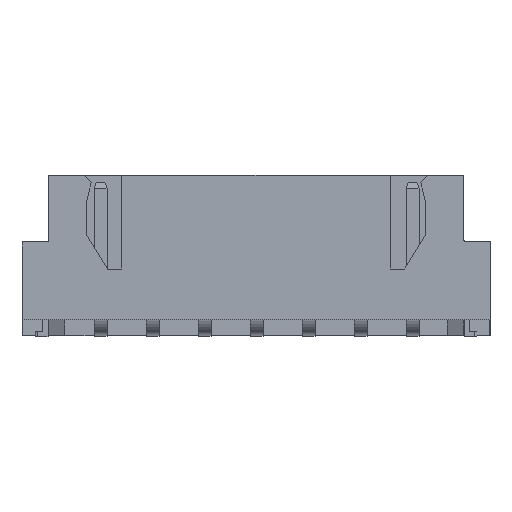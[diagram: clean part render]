
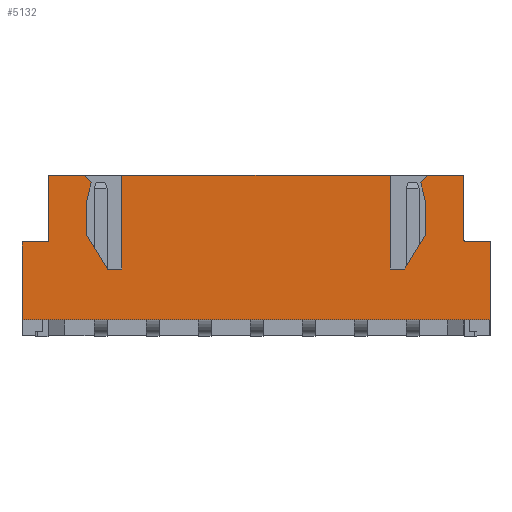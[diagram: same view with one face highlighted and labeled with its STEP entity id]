
A CAD part, front view. The second image highlights one B-rep face of the part: STEP entity #5132.
In plain terms, the highlighted planar face has unit normal (0, -1, 0).
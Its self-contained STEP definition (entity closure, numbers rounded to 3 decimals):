
#156=FACE_OUTER_BOUND('',#436,.T.);
#436=EDGE_LOOP('',(#3507,#3508,#3509,#3510,#3511,#3512,#3513,#3514,#3515,
#3516,#3517,#3518,#3519,#3520,#3521,#3522,#3523,#3524,#3525,#3526,#3527,
#3528));
#703=LINE('',#7117,#1403);
#707=LINE('',#7125,#1407);
#710=LINE('',#7131,#1410);
#713=LINE('',#7137,#1413);
#716=LINE('',#7143,#1416);
#719=LINE('',#7149,#1419);
#722=LINE('',#7156,#1422);
#726=LINE('',#7164,#1426);
#729=LINE('',#7170,#1429);
#732=LINE('',#7176,#1432);
#735=LINE('',#7182,#1435);
#738=LINE('',#7188,#1438);
#751=LINE('',#7213,#1451);
#753=LINE('',#7216,#1453);
#772=LINE('',#7255,#1472);
#795=LINE('',#7301,#1495);
#797=LINE('',#7304,#1497);
#809=LINE('',#7328,#1509);
#812=LINE('',#7334,#1512);
#813=LINE('',#7335,#1513);
#814=LINE('',#7337,#1514);
#815=LINE('',#7338,#1515);
#1403=VECTOR('',#5748,10.);
#1407=VECTOR('',#5754,10.);
#1410=VECTOR('',#5759,10.);
#1413=VECTOR('',#5764,10.);
#1416=VECTOR('',#5769,10.);
#1419=VECTOR('',#5774,10.);
#1422=VECTOR('',#5779,10.);
#1426=VECTOR('',#5785,10.);
#1429=VECTOR('',#5790,10.);
#1432=VECTOR('',#5795,10.);
#1435=VECTOR('',#5800,10.);
#1438=VECTOR('',#5805,10.);
#1451=VECTOR('',#5822,10.);
#1453=VECTOR('',#5826,10.);
#1472=VECTOR('',#5859,10.);
#1495=VECTOR('',#5884,10.);
#1497=VECTOR('',#5888,10.);
#1509=VECTOR('',#5906,10.);
#1512=VECTOR('',#5911,10.);
#1513=VECTOR('',#5912,10.);
#1514=VECTOR('',#5913,10.);
#1515=VECTOR('',#5914,10.);
#2103=VERTEX_POINT('',#7115);
#2104=VERTEX_POINT('',#7116);
#2107=VERTEX_POINT('',#7124);
#2109=VERTEX_POINT('',#7130);
#2111=VERTEX_POINT('',#7136);
#2113=VERTEX_POINT('',#7142);
#2115=VERTEX_POINT('',#7148);
#2117=VERTEX_POINT('',#7154);
#2118=VERTEX_POINT('',#7155);
#2121=VERTEX_POINT('',#7163);
#2123=VERTEX_POINT('',#7169);
#2125=VERTEX_POINT('',#7175);
#2127=VERTEX_POINT('',#7181);
#2129=VERTEX_POINT('',#7187);
#2139=VERTEX_POINT('',#7212);
#2152=VERTEX_POINT('',#7254);
#2173=VERTEX_POINT('',#7298);
#2174=VERTEX_POINT('',#7300);
#2182=VERTEX_POINT('',#7325);
#2183=VERTEX_POINT('',#7327);
#2185=VERTEX_POINT('',#7333);
#2186=VERTEX_POINT('',#7336);
#2595=EDGE_CURVE('',#2103,#2104,#703,.T.);
#2599=EDGE_CURVE('',#2107,#2103,#707,.T.);
#2602=EDGE_CURVE('',#2109,#2107,#710,.T.);
#2605=EDGE_CURVE('',#2111,#2109,#713,.T.);
#2608=EDGE_CURVE('',#2113,#2111,#716,.T.);
#2611=EDGE_CURVE('',#2115,#2113,#719,.T.);
#2614=EDGE_CURVE('',#2117,#2118,#722,.T.);
#2618=EDGE_CURVE('',#2121,#2117,#726,.T.);
#2621=EDGE_CURVE('',#2123,#2121,#729,.T.);
#2624=EDGE_CURVE('',#2125,#2123,#732,.T.);
#2627=EDGE_CURVE('',#2127,#2125,#735,.T.);
#2630=EDGE_CURVE('',#2118,#2129,#738,.T.);
#2643=EDGE_CURVE('',#2127,#2139,#751,.T.);
#2645=EDGE_CURVE('',#2115,#2129,#753,.T.);
#2664=EDGE_CURVE('',#2152,#2139,#772,.T.);
#2687=EDGE_CURVE('',#2173,#2174,#795,.T.);
#2689=EDGE_CURVE('',#2174,#2104,#797,.T.);
#2701=EDGE_CURVE('',#2183,#2182,#809,.T.);
#2704=EDGE_CURVE('',#2185,#2173,#812,.T.);
#2705=EDGE_CURVE('',#2183,#2185,#813,.T.);
#2706=EDGE_CURVE('',#2182,#2186,#814,.T.);
#2707=EDGE_CURVE('',#2152,#2186,#815,.T.);
#3507=ORIENTED_EDGE('',*,*,#2595,.T.);
#3508=ORIENTED_EDGE('',*,*,#2689,.F.);
#3509=ORIENTED_EDGE('',*,*,#2687,.F.);
#3510=ORIENTED_EDGE('',*,*,#2704,.F.);
#3511=ORIENTED_EDGE('',*,*,#2705,.F.);
#3512=ORIENTED_EDGE('',*,*,#2701,.T.);
#3513=ORIENTED_EDGE('',*,*,#2706,.T.);
#3514=ORIENTED_EDGE('',*,*,#2707,.F.);
#3515=ORIENTED_EDGE('',*,*,#2664,.T.);
#3516=ORIENTED_EDGE('',*,*,#2643,.F.);
#3517=ORIENTED_EDGE('',*,*,#2627,.T.);
#3518=ORIENTED_EDGE('',*,*,#2624,.T.);
#3519=ORIENTED_EDGE('',*,*,#2621,.T.);
#3520=ORIENTED_EDGE('',*,*,#2618,.T.);
#3521=ORIENTED_EDGE('',*,*,#2614,.T.);
#3522=ORIENTED_EDGE('',*,*,#2630,.T.);
#3523=ORIENTED_EDGE('',*,*,#2645,.F.);
#3524=ORIENTED_EDGE('',*,*,#2611,.T.);
#3525=ORIENTED_EDGE('',*,*,#2608,.T.);
#3526=ORIENTED_EDGE('',*,*,#2605,.T.);
#3527=ORIENTED_EDGE('',*,*,#2602,.T.);
#3528=ORIENTED_EDGE('',*,*,#2599,.T.);
#4878=PLANE('',#5436);
#5132=ADVANCED_FACE('',(#156),#4878,.T.);
#5436=AXIS2_PLACEMENT_3D('',#7332,#5909,#5910);
#5748=DIRECTION('',(-0.642,0.,0.767));
#5754=DIRECTION('',(0.232,0.,0.973));
#5759=DIRECTION('',(0.,0.,1.));
#5764=DIRECTION('',(-0.522,0.,0.853));
#5769=DIRECTION('',(-1.,0.,0.));
#5774=DIRECTION('',(0.,0.,-1.));
#5779=DIRECTION('',(-1.,0.,0.));
#5785=DIRECTION('',(-0.522,0.,-0.853));
#5790=DIRECTION('',(0.,0.,-1.));
#5795=DIRECTION('',(0.232,0.,-0.973));
#5800=DIRECTION('',(-0.642,0.,-0.767));
#5805=DIRECTION('',(0.,0.,1.));
#5822=DIRECTION('',(1.,0.,0.));
#5826=DIRECTION('',(1.,0.,0.));
#5859=DIRECTION('',(0.,0.,1.));
#5884=DIRECTION('',(0.,0.,1.));
#5888=DIRECTION('',(1.,0.,0.));
#5906=DIRECTION('',(1.,0.,0.));
#5909=DIRECTION('center_axis',(0.,-1.,0.));
#5910=DIRECTION('ref_axis',(1.,0.,0.));
#5911=DIRECTION('',(1.,0.,0.));
#5912=DIRECTION('',(0.,0.,1.));
#5913=DIRECTION('',(0.,0.,1.));
#5914=DIRECTION('',(1.,0.,0.));
#7115=CARTESIAN_POINT('',(-7.929,-2.85,7.341));
#7116=CARTESIAN_POINT('',(-8.23,-2.85,7.7));
#7117=CARTESIAN_POINT('',(-6.549,-2.85,5.691));
#7124=CARTESIAN_POINT('',(-8.13,-2.85,6.5));
#7125=CARTESIAN_POINT('',(-8.914,-2.85,3.214));
#7130=CARTESIAN_POINT('',(-8.13,-2.85,4.8));
#7131=CARTESIAN_POINT('',(-8.13,-2.85,2.4));
#7136=CARTESIAN_POINT('',(-7.15,-2.85,3.2));
#7137=CARTESIAN_POINT('',(-6.826,-2.85,2.671));
#7142=CARTESIAN_POINT('',(-6.45,-2.85,3.2));
#7143=CARTESIAN_POINT('',(-8.225,-2.85,3.2));
#7148=CARTESIAN_POINT('',(-6.45,-2.85,7.7));
#7149=CARTESIAN_POINT('',(-6.45,-2.85,3.85));
#7154=CARTESIAN_POINT('',(7.15,-2.85,3.2));
#7155=CARTESIAN_POINT('',(6.45,-2.85,3.2));
#7156=CARTESIAN_POINT('',(-1.425,-2.85,3.2));
#7163=CARTESIAN_POINT('',(8.13,-2.85,4.8));
#7164=CARTESIAN_POINT('',(4.588,-2.85,-0.983));
#7169=CARTESIAN_POINT('',(8.13,-2.85,6.5));
#7170=CARTESIAN_POINT('',(8.13,-2.85,3.25));
#7175=CARTESIAN_POINT('',(7.929,-2.85,7.341));
#7176=CARTESIAN_POINT('',(8.275,-2.85,5.892));
#7181=CARTESIAN_POINT('',(8.23,-2.85,7.7));
#7182=CARTESIAN_POINT('',(2.582,-2.85,0.949));
#7187=CARTESIAN_POINT('',(6.45,-2.85,7.7));
#7188=CARTESIAN_POINT('',(6.45,-2.85,1.6));
#7212=CARTESIAN_POINT('',(10.,-2.85,7.7));
#7213=CARTESIAN_POINT('',(-10.,-2.85,7.7));
#7216=CARTESIAN_POINT('',(-10.,-2.85,7.7));
#7254=CARTESIAN_POINT('',(10.,-2.85,4.5));
#7255=CARTESIAN_POINT('',(10.,-2.85,0.));
#7298=CARTESIAN_POINT('',(-10.,-2.85,4.5));
#7300=CARTESIAN_POINT('',(-10.,-2.85,7.7));
#7301=CARTESIAN_POINT('',(-10.,-2.85,0.));
#7304=CARTESIAN_POINT('',(-10.,-2.85,7.7));
#7325=CARTESIAN_POINT('',(11.25,-2.85,0.76));
#7327=CARTESIAN_POINT('',(-11.25,-2.85,0.76));
#7328=CARTESIAN_POINT('',(-10.625,-2.85,0.76));
#7332=CARTESIAN_POINT('Origin',(-10.,-2.85,0.));
#7333=CARTESIAN_POINT('',(-11.25,-2.85,4.5));
#7334=CARTESIAN_POINT('',(-10.,-2.85,4.5));
#7335=CARTESIAN_POINT('',(-11.25,-2.85,0.));
#7336=CARTESIAN_POINT('',(11.25,-2.85,4.5));
#7337=CARTESIAN_POINT('',(11.25,-2.85,0.));
#7338=CARTESIAN_POINT('',(10.,-2.85,4.5));
